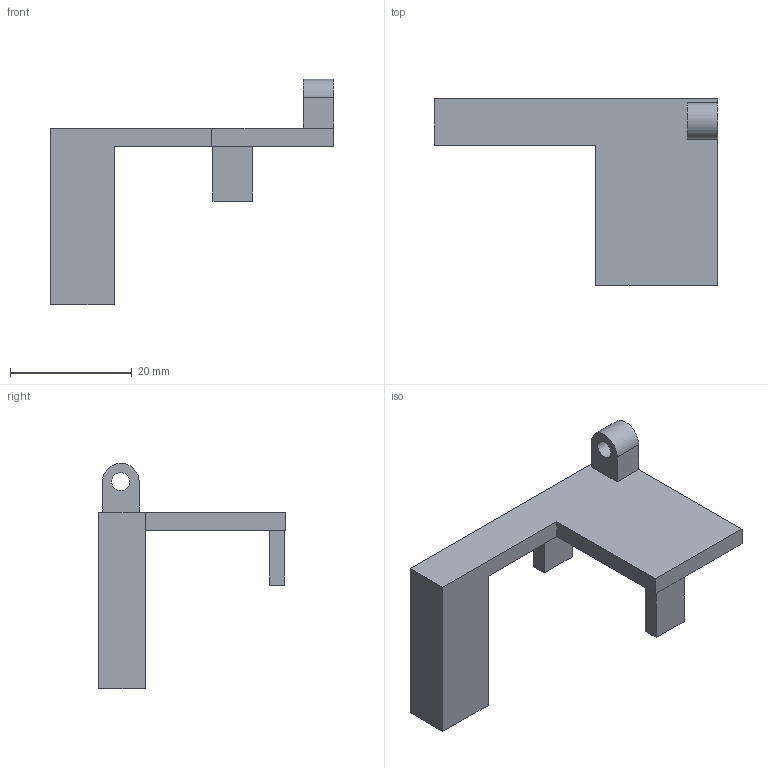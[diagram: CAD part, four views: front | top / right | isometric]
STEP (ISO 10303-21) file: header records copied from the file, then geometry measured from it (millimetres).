
FILE_DESCRIPTION(/* description */ (''),/* implementation_level */ '2;1');
FILE_NAME(/* name */ '',/* time_stamp */ '2024-01-27T11:16:21+03:00',/* author */ (''),/* organization */ (''),/* preprocessor_version */ 'ST-DEVELOPER v20',/* originating_system */ 'Autodesk Translation Framework v12.14.0.127',/* authorisation */ '');
FILE_SCHEMA (('AUTOMOTIVE_DESIGN { 1 0 10303 214 3 1 1 }'));
Length unit declared in the file: millimetre
Products named in the file (1): Основание крепления 
камеры
Bounding box: 46.5 x 30.63 x 37 mm (x, y, z)
Volume: 5004.7 mm3; surface area: 3547.3 mm2
Topology: 1 solids, 1 shells, 25 faces, 63 edges, 42 vertices
Faces by surface type: plane 23, cylinder 2
Full cylindrical faces by diameter (mm): 3 x1
Entity records: 778 total; most frequent: CARTESIAN_POINT 131, ORIENTED_EDGE 126, DIRECTION 119, EDGE_CURVE 63, LINE 59, VECTOR 59, VERTEX_POINT 42, AXIS2_PLACEMENT_3D 30
